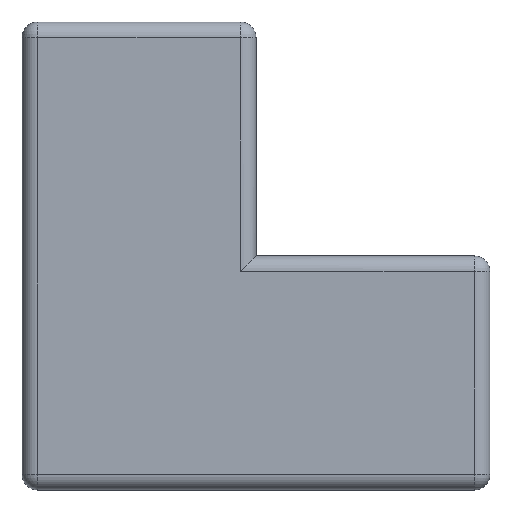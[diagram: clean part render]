
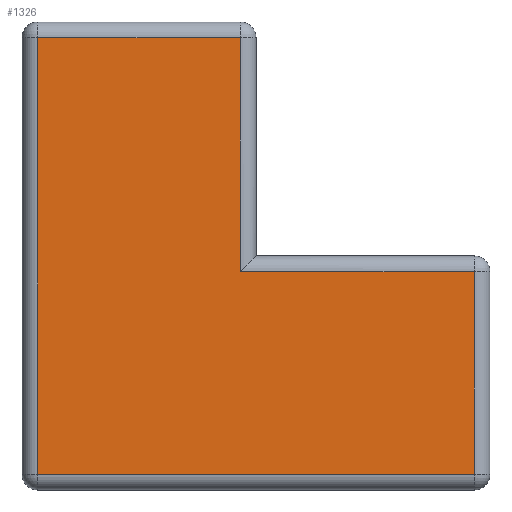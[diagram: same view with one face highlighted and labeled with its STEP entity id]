
A CAD part, top view. The second image highlights one B-rep face of the part: STEP entity #1326.
In plain terms, the highlighted planar face has unit normal (0, 0, 1).
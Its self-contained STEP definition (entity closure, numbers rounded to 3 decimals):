
#23 = FACE_OUTER_BOUND ( 'NONE', #152, .T. ) ;
#41 = ORIENTED_EDGE ( 'NONE', *, *, #1129, .T. ) ;
#59 = VERTEX_POINT ( 'NONE', #1001 ) ;
#99 = LINE ( 'NONE', #1342, #405 ) ;
#142 = DIRECTION ( 'NONE',  ( 0., 1., 0. ) ) ;
#152 = EDGE_LOOP ( 'NONE', ( #41, #227, #827, #785, #1217, #188 ) ) ;
#184 = EDGE_CURVE ( 'NONE', #485, #222, #1094, .T. ) ;
#188 = ORIENTED_EDGE ( 'NONE', *, *, #850, .T. ) ;
#215 = DIRECTION ( 'NONE',  ( 0., 1., 0. ) ) ;
#222 = VERTEX_POINT ( 'NONE', #226 ) ;
#226 = CARTESIAN_POINT ( 'NONE',  ( 28., 28., 5.1 ) ) ;
#227 = ORIENTED_EDGE ( 'NONE', *, *, #406, .T. ) ;
#231 = VECTOR ( 'NONE', #864, 1000. ) ;
#246 = CARTESIAN_POINT ( 'NONE',  ( 58., 28., 5.1 ) ) ;
#261 = CARTESIAN_POINT ( 'NONE',  ( 0., 0., 5.1 ) ) ;
#308 = VECTOR ( 'NONE', #1228, 1000. ) ;
#314 = VERTEX_POINT ( 'NONE', #321 ) ;
#321 = CARTESIAN_POINT ( 'NONE',  ( 2., 58., 5.1 ) ) ;
#324 = LINE ( 'NONE', #622, #308 ) ;
#405 = VECTOR ( 'NONE', #515, 1000. ) ;
#406 = EDGE_CURVE ( 'NONE', #314, #648, #752, .T. ) ;
#409 = CARTESIAN_POINT ( 'NONE',  ( 30., 28., 5.1 ) ) ;
#485 = VERTEX_POINT ( 'NONE', #246 ) ;
#488 = LINE ( 'NONE', #1244, #1010 ) ;
#515 = DIRECTION ( 'NONE',  ( 1., 0., 0. ) ) ;
#622 = CARTESIAN_POINT ( 'NONE',  ( 0., 58., 5.1 ) ) ;
#648 = VERTEX_POINT ( 'NONE', #1230 ) ;
#671 = VECTOR ( 'NONE', #732, 1000. ) ;
#706 = AXIS2_PLACEMENT_3D ( 'NONE', #261, #871, #1080 ) ;
#732 = DIRECTION ( 'NONE',  ( -1., 0., 0. ) ) ;
#752 = LINE ( 'NONE', #1278, #231 ) ;
#760 = EDGE_CURVE ( 'NONE', #648, #1265, #99, .T. ) ;
#785 = ORIENTED_EDGE ( 'NONE', *, *, #1358, .T. ) ;
#827 = ORIENTED_EDGE ( 'NONE', *, *, #760, .T. ) ;
#850 = EDGE_CURVE ( 'NONE', #222, #59, #488, .T. ) ;
#864 = DIRECTION ( 'NONE',  ( 0., -1., 0. ) ) ;
#871 = DIRECTION ( 'NONE',  ( 0., 0., 1. ) ) ;
#941 = VECTOR ( 'NONE', #142, 1000. ) ;
#980 = CARTESIAN_POINT ( 'NONE',  ( 58., 30., 5.1 ) ) ;
#1001 = CARTESIAN_POINT ( 'NONE',  ( 28., 58., 5.1 ) ) ;
#1010 = VECTOR ( 'NONE', #215, 1000. ) ;
#1026 = LINE ( 'NONE', #980, #941 ) ;
#1080 = DIRECTION ( 'NONE',  ( 1., 0., 0. ) ) ;
#1094 = LINE ( 'NONE', #409, #671 ) ;
#1129 = EDGE_CURVE ( 'NONE', #59, #314, #324, .T. ) ;
#1165 = CARTESIAN_POINT ( 'NONE',  ( 58., 2., 5.1 ) ) ;
#1200 = PLANE ( 'NONE',  #706 ) ;
#1217 = ORIENTED_EDGE ( 'NONE', *, *, #184, .T. ) ;
#1228 = DIRECTION ( 'NONE',  ( -1., 0., 0. ) ) ;
#1230 = CARTESIAN_POINT ( 'NONE',  ( 2., 2., 5.1 ) ) ;
#1244 = CARTESIAN_POINT ( 'NONE',  ( 28., 60., 5.1 ) ) ;
#1265 = VERTEX_POINT ( 'NONE', #1165 ) ;
#1278 = CARTESIAN_POINT ( 'NONE',  ( 2., 0., 5.1 ) ) ;
#1326 = ADVANCED_FACE ( 'NONE', ( #23 ), #1200, .T. ) ;
#1342 = CARTESIAN_POINT ( 'NONE',  ( 60., 2., 5.1 ) ) ;
#1358 = EDGE_CURVE ( 'NONE', #1265, #485, #1026, .T. ) ;
